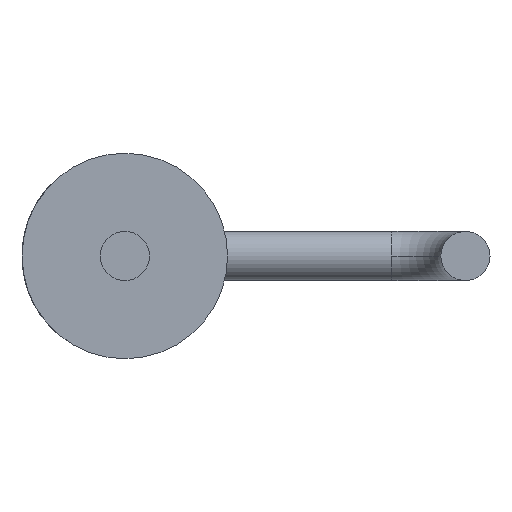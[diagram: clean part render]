
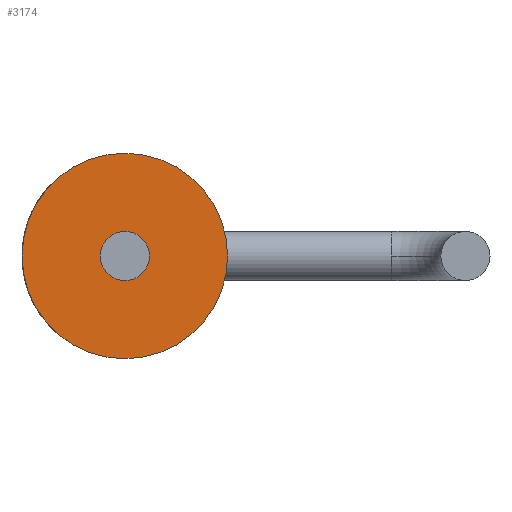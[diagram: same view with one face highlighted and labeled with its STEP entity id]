
A CAD part, front view. The second image highlights one B-rep face of the part: STEP entity #3174.
In plain terms, the highlighted planar face has unit normal (0, -1, 0).
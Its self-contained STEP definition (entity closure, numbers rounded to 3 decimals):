
#31 = DIRECTION ( 'NONE',  ( 0., -1., 0. ) ) ;
#35 = CIRCLE ( 'NONE', #2395, 0.275 ) ;
#59 = FACE_BOUND ( 'NONE', #1998, .T. ) ;
#76 = AXIS2_PLACEMENT_3D ( 'NONE', #2654, #2718, #2672 ) ;
#149 = ORIENTED_EDGE ( 'NONE', *, *, #605, .F. ) ;
#229 = EDGE_CURVE ( 'NONE', #1319, #325, #2927, .T. ) ;
#294 = AXIS2_PLACEMENT_3D ( 'NONE', #1590, #2322, #2817 ) ;
#325 = VERTEX_POINT ( 'NONE', #333 ) ;
#333 = CARTESIAN_POINT ( 'NONE',  ( 0., 1., -1.15 ) ) ;
#536 = VERTEX_POINT ( 'NONE', #1672 ) ;
#605 = EDGE_CURVE ( 'NONE', #941, #536, #35, .T. ) ;
#642 = EDGE_CURVE ( 'NONE', #325, #1319, #2079, .T. ) ;
#747 = DIRECTION ( 'NONE',  ( 0., -1., 0. ) ) ;
#928 = AXIS2_PLACEMENT_3D ( 'NONE', #1158, #3188, #2867 ) ;
#941 = VERTEX_POINT ( 'NONE', #2333 ) ;
#1065 = FACE_OUTER_BOUND ( 'NONE', #1433, .T. ) ;
#1139 = EDGE_CURVE ( 'NONE', #536, #941, #1523, .T. ) ;
#1158 = CARTESIAN_POINT ( 'NONE',  ( 0., 1., 0. ) ) ;
#1236 = CARTESIAN_POINT ( 'NONE',  ( 0., 1., 1.15 ) ) ;
#1319 = VERTEX_POINT ( 'NONE', #1236 ) ;
#1433 = EDGE_LOOP ( 'NONE', ( #1586, #1671 ) ) ;
#1523 = CIRCLE ( 'NONE', #2571, 0.275 ) ;
#1563 = PLANE ( 'NONE',  #294 ) ;
#1586 = ORIENTED_EDGE ( 'NONE', *, *, #642, .F. ) ;
#1590 = CARTESIAN_POINT ( 'NONE',  ( 0., 1., 0. ) ) ;
#1671 = ORIENTED_EDGE ( 'NONE', *, *, #229, .F. ) ;
#1672 = CARTESIAN_POINT ( 'NONE',  ( -0.275, 1., 0. ) ) ;
#1880 = DIRECTION ( 'NONE',  ( 0., 0., 1. ) ) ;
#1998 = EDGE_LOOP ( 'NONE', ( #149, #2489 ) ) ;
#2079 = CIRCLE ( 'NONE', #928, 1.15 ) ;
#2282 = CARTESIAN_POINT ( 'NONE',  ( 0., 1., 0. ) ) ;
#2322 = DIRECTION ( 'NONE',  ( 0., 1., 0. ) ) ;
#2333 = CARTESIAN_POINT ( 'NONE',  ( 0.275, 1., 0. ) ) ;
#2395 = AXIS2_PLACEMENT_3D ( 'NONE', #3246, #747, #2842 ) ;
#2489 = ORIENTED_EDGE ( 'NONE', *, *, #1139, .F. ) ;
#2571 = AXIS2_PLACEMENT_3D ( 'NONE', #2282, #31, #1880 ) ;
#2654 = CARTESIAN_POINT ( 'NONE',  ( 0., 1., 0. ) ) ;
#2672 = DIRECTION ( 'NONE',  ( 0., 0., 1. ) ) ;
#2718 = DIRECTION ( 'NONE',  ( 0., 1., 0. ) ) ;
#2817 = DIRECTION ( 'NONE',  ( 0., 0., 1. ) ) ;
#2842 = DIRECTION ( 'NONE',  ( 0., 0., 1. ) ) ;
#2867 = DIRECTION ( 'NONE',  ( 0., 0., 1. ) ) ;
#2927 = CIRCLE ( 'NONE', #76, 1.15 ) ;
#3174 = ADVANCED_FACE ( 'NONE', ( #59, #1065 ), #1563, .F. ) ;
#3188 = DIRECTION ( 'NONE',  ( 0., 1., 0. ) ) ;
#3246 = CARTESIAN_POINT ( 'NONE',  ( 0., 1., 0. ) ) ;
